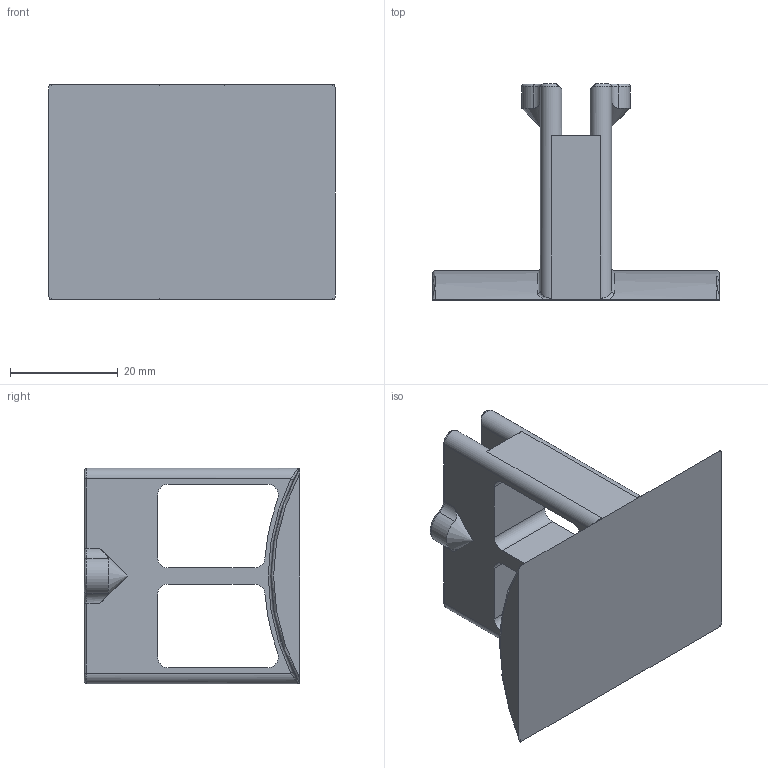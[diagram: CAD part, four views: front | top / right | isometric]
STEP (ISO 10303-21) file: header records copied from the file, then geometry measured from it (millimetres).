
FILE_DESCRIPTION(/* description */ (''),/* implementation_level */ '2;1');
FILE_NAME(/* name */ 'FuselageMount.stp',/* time_stamp */ '2023-11-15T19:50:20-06:00',/* author */ ('Eric'),/* organization */ (''),/* preprocessor_version */ 'ST-DEVELOPER v19',/* originating_system */ 'Autodesk Inventor 2023',/* authorisation */ '');
FILE_SCHEMA (('AUTOMOTIVE_DESIGN { 1 0 10303 214 3 1 1 }'));
Length unit declared in the file: millimetre
Products named in the file (1): FuselageMount
Bounding box: 53.2 x 40 x 40 mm (x, y, z)
Volume: 16337.5 mm3; surface area: 9722.4 mm2
Topology: 1 solids, 1 shells, 72 faces, 188 edges, 118 vertices
Faces by surface type: cylinder 28, plane 22, torus 14, cone 4, bspline 4
Full cylindrical faces by diameter (mm): 4.1 x2
Entity records: 2546 total; most frequent: CARTESIAN_POINT 724, DIRECTION 382, ORIENTED_EDGE 372, EDGE_CURVE 186, AXIS2_PLACEMENT_3D 151, VERTEX_POINT 118, LINE 80, VECTOR 80
